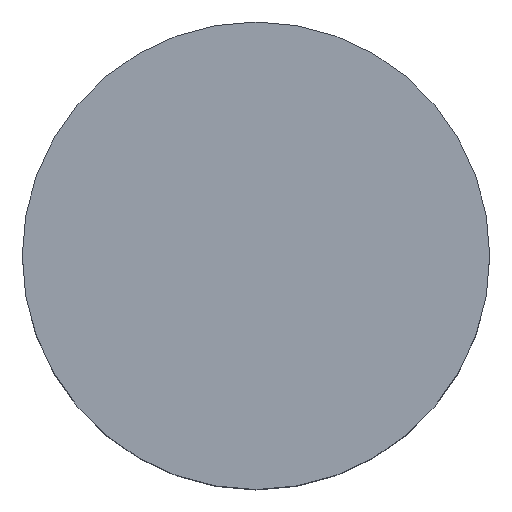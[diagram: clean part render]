
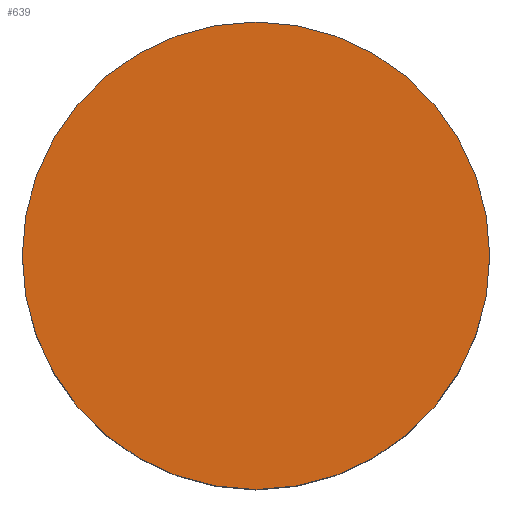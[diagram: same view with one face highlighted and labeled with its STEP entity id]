
A CAD part, top view. The second image highlights one B-rep face of the part: STEP entity #639.
In plain terms, the highlighted planar face has unit normal (0, 0, 1).
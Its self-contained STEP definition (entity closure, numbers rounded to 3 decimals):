
#209=CARTESIAN_POINT('',(0.,0.,82.));
#210=DIRECTION('',(0.,0.,1.));
#211=DIRECTION('',(1.,0.,0.));
#212=AXIS2_PLACEMENT_3D('',#209,#210,#211);
#214=CARTESIAN_POINT('',(0.,0.,82.));
#215=DIRECTION('',(0.,0.,1.));
#216=DIRECTION('',(-1.,0.,0.));
#217=AXIS2_PLACEMENT_3D('',#214,#215,#216);
#259=CARTESIAN_POINT('',(6.35,0.,82.));
#260=CARTESIAN_POINT('',(-6.35,0.,82.));
#261=VERTEX_POINT('',#259);
#262=VERTEX_POINT('',#260);
#630=CARTESIAN_POINT('',(0.,0.,82.));
#631=DIRECTION('',(0.,0.,1.));
#632=DIRECTION('',(1.,0.,0.));
#633=AXIS2_PLACEMENT_3D('',#630,#631,#632);
#634=PLANE('',#633);
#635=ORIENTED_EDGE('',*,*,#586,.F.);
#636=ORIENTED_EDGE('',*,*,#612,.F.);
#637=EDGE_LOOP('',(#635,#636));
#638=FACE_OUTER_BOUND('',#637,.F.);
#639=ADVANCED_FACE('',(#638),#634,.T.);
#213=CIRCLE('',#212,6.35);
#218=CIRCLE('',#217,6.35);
#586=EDGE_CURVE('',#261,#262,#213,.T.);
#612=EDGE_CURVE('',#262,#261,#218,.T.);
